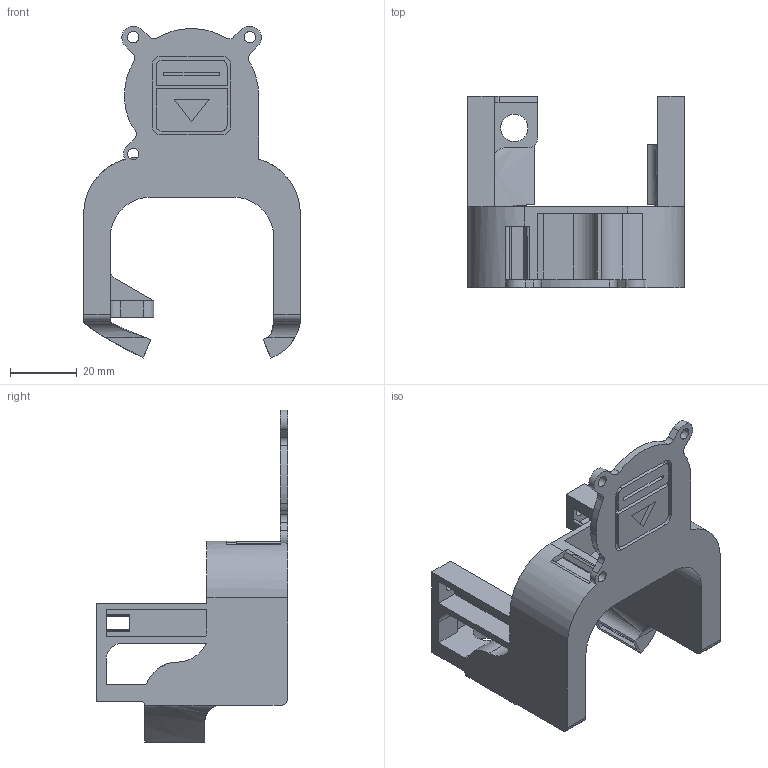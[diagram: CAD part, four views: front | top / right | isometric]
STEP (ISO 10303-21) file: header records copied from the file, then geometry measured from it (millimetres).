
FILE_DESCRIPTION(/* description */ (''),/* implementation_level */ '2;1');
FILE_NAME(/* name */ 'SK-Go fan duct v2 + E3D v6 hotend + inductive ABL.step',/* time_stamp */ '2022-03-24T15:49:13+08:00',/* author */ (''),/* organization */ (''),/* preprocessor_version */ 'ST-DEVELOPER v18.1',/* originating_system */ 'Autodesk Translation Framework v10.13.0.1454',/* authorisation */ '');
FILE_SCHEMA (('AUTOMOTIVE_DESIGN { 1 0 10303 214 3 1 1 }'));
Length unit declared in the file: millimetre
Products named in the file (1): SK-Go fan duct v2 + E3D v6 hotend + inductive ABL
Bounding box: 65 x 57.45 x 99.58 mm (x, y, z)
Volume: 23491.5 mm3; surface area: 28602.9 mm2
Topology: 1 solids, 1 shells, 186 faces, 542 edges, 360 vertices
Faces by surface type: plane 104, cylinder 74, bspline 8
Full cylindrical faces by diameter (mm): 3.2 x2, 3.4 x3, 8.2 x1
Entity records: 6485 total; most frequent: CARTESIAN_POINT 1404, ORIENTED_EDGE 1084, DIRECTION 1022, EDGE_CURVE 542, LINE 368, VECTOR 368, VERTEX_POINT 360, AXIS2_PLACEMENT_3D 327
